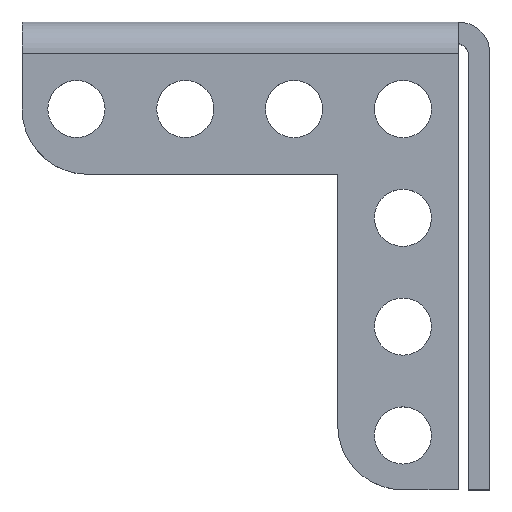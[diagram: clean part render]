
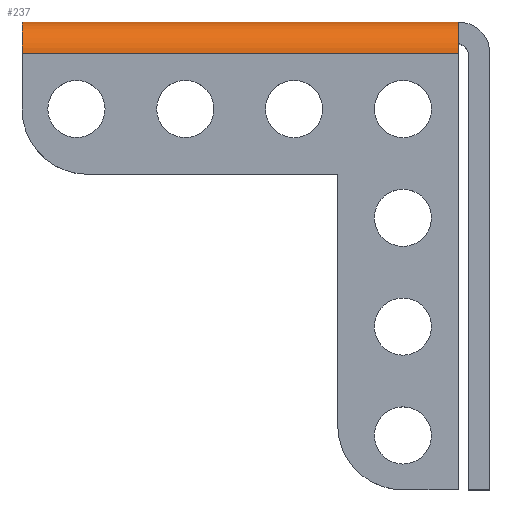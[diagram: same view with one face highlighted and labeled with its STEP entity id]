
A CAD part, top view. The second image highlights one B-rep face of the part: STEP entity #237.
In plain terms, the highlighted cylindrical face has radius 2.337 mm (diameter 4.673 mm), a partial arc.
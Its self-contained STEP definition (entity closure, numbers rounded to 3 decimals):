
#53 = VECTOR ( 'NONE', #1305, 1000. ) ;
#103 = FACE_OUTER_BOUND ( 'NONE', #2400, .T. ) ;
#104 = CARTESIAN_POINT ( 'NONE',  ( -11.855, -2.337, -1.599 ) ) ;
#148 = VECTOR ( 'NONE', #1629, 1000. ) ;
#237 = ADVANCED_FACE ( 'NONE', ( #103 ), #1796, .T. ) ;
#313 = CARTESIAN_POINT ( 'NONE',  ( -11.855, 0., -3.936 ) ) ;
#541 = CIRCLE ( 'NONE', #1939, 2.337 ) ;
#595 = DIRECTION ( 'NONE',  ( -1., 0., 0. ) ) ;
#656 = AXIS2_PLACEMENT_3D ( 'NONE', #763, #1523, #1493 ) ;
#709 = VERTEX_POINT ( 'NONE', #104 ) ;
#763 = CARTESIAN_POINT ( 'NONE',  ( -11.855, -2.337, -3.936 ) ) ;
#816 = VERTEX_POINT ( 'NONE', #1319 ) ;
#832 = CARTESIAN_POINT ( 'NONE',  ( 7.545, 0., -3.936 ) ) ;
#874 = CARTESIAN_POINT ( 'NONE',  ( -21.455, -2.337, -3.936 ) ) ;
#875 = EDGE_CURVE ( 'NONE', #2150, #709, #1682, .T. ) ;
#988 = ORIENTED_EDGE ( 'NONE', *, *, #1780, .T. ) ;
#990 = AXIS2_PLACEMENT_3D ( 'NONE', #874, #1024, #2382 ) ;
#1024 = DIRECTION ( 'NONE',  ( -1., 0., 0. ) ) ;
#1305 = DIRECTION ( 'NONE',  ( -1., 0., 0. ) ) ;
#1319 = CARTESIAN_POINT ( 'NONE',  ( 20.208, 0., -3.936 ) ) ;
#1364 = DIRECTION ( 'NONE',  ( 0., 0., 1. ) ) ;
#1449 = CIRCLE ( 'NONE', #656, 2.337 ) ;
#1493 = DIRECTION ( 'NONE',  ( 0., 0., 1. ) ) ;
#1505 = ORIENTED_EDGE ( 'NONE', *, *, #875, .F. ) ;
#1523 = DIRECTION ( 'NONE',  ( 1., 0., 0. ) ) ;
#1629 = DIRECTION ( 'NONE',  ( -1., 0., 0. ) ) ;
#1639 = LINE ( 'NONE', #832, #148 ) ;
#1682 = LINE ( 'NONE', #2434, #53 ) ;
#1780 = EDGE_CURVE ( 'NONE', #2150, #816, #541, .T. ) ;
#1796 = CYLINDRICAL_SURFACE ( 'NONE', #990, 2.337 ) ;
#1917 = CARTESIAN_POINT ( 'NONE',  ( 20.208, -2.337, -1.599 ) ) ;
#1939 = AXIS2_PLACEMENT_3D ( 'NONE', #2082, #595, #1364 ) ;
#2035 = ORIENTED_EDGE ( 'NONE', *, *, #2319, .T. ) ;
#2082 = CARTESIAN_POINT ( 'NONE',  ( 20.208, -2.337, -3.936 ) ) ;
#2150 = VERTEX_POINT ( 'NONE', #1917 ) ;
#2317 = VERTEX_POINT ( 'NONE', #313 ) ;
#2319 = EDGE_CURVE ( 'NONE', #816, #2317, #1639, .T. ) ;
#2382 = DIRECTION ( 'NONE',  ( 0., 0., 1. ) ) ;
#2397 = ORIENTED_EDGE ( 'NONE', *, *, #2461, .T. ) ;
#2400 = EDGE_LOOP ( 'NONE', ( #988, #2035, #2397, #1505 ) ) ;
#2434 = CARTESIAN_POINT ( 'NONE',  ( -21.455, -2.337, -1.599 ) ) ;
#2461 = EDGE_CURVE ( 'NONE', #2317, #709, #1449, .T. ) ;
